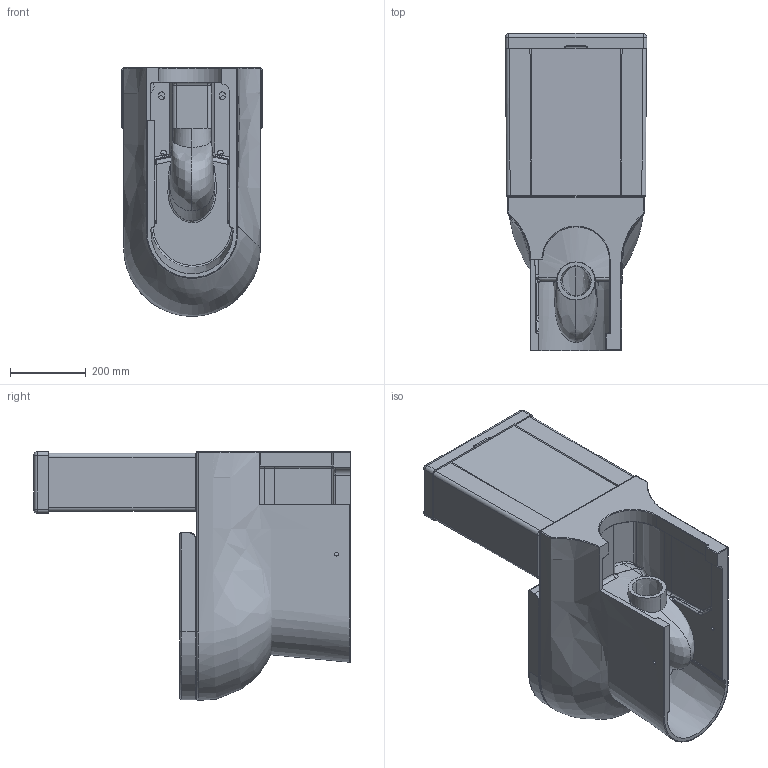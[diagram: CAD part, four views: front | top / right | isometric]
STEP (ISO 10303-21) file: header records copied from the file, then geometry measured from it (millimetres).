
FILE_DESCRIPTION (( 'STEP AP203' ), '1' );
FILE_NAME ('AUCC01.LH.STEP', '2020-11-25T08:59:01', ( '' ), ( '' ), 'SwSTEP 2.0', 'SolidWorks 2019', '' );
FILE_SCHEMA (( 'CONFIG_CONTROL_DESIGN' ));
Length unit declared in the file: millimetre
Products named in the file (9): 50073_hinge; 50070-500701-500702_v10818_500701; 50073_v10818; AUCC01.LH; 50071_v10818; 50071_Cistern Lid; 50073_Seat; 50071_Cistern Body; 50073_Lid
Assembly tree (8 placements, depth 3):
  AUCC01.LH
    50070-500701-500702_v10818_500701
    50071_v10818
      50071_Cistern Body
      50071_Cistern Lid
    50073_v10818
      50073_Seat
      50073_Lid
      50073_hinge
Bounding box: 373 x 834 x 655.2 mm (x, y, z)
Volume: 24977020.4 mm3; surface area: 3368813.6 mm2
Topology: 6 solids, 6 shells, 970 faces, 2367 edges, 1427 vertices
Faces by surface type: cylinder 405, plane 226, bspline 210, torus 94, sphere 24, cone 11
Entity records: 70029 total; most frequent: CARTESIAN_POINT 47922, ORIENTED_EDGE 4638, DIRECTION 4183, EDGE_CURVE 2319, AXIS2_PLACEMENT_3D 1699, VERTEX_POINT 1423, EDGE_LOOP 1076, ADVANCED_FACE 970
